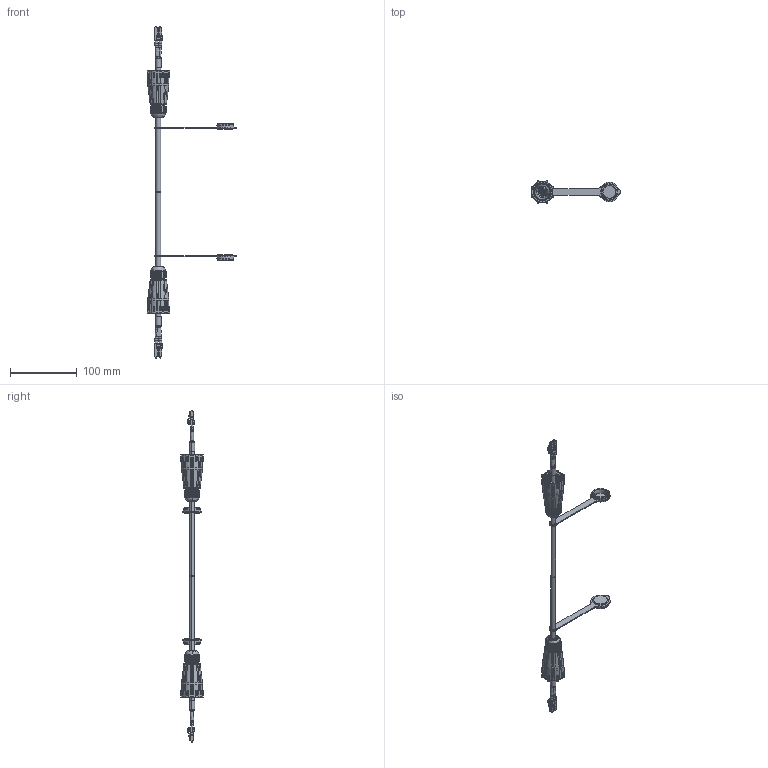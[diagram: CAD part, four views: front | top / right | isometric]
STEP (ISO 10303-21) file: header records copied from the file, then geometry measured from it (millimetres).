
FILE_DESCRIPTION (( 'STEP AP214' ), '1' );
FILE_NAME ('FOCA2LCOM3MM_3D.STEP', '2021-05-24T16:40:57', ( '' ), ( '' ), 'SwSTEP 2.0', 'SolidWorks 2020', '' );
FILE_SCHEMA (( 'AUTOMOTIVE_DESIGN' ));
Length unit declared in the file: millimetre
Products named in the file (1): FOCA2LCOM3MM_3D
Bounding box: 134.31 x 33.66 x 495.52 mm (x, y, z)
Volume: 71683.8 mm3; surface area: 57064 mm2
Topology: 24 solids, 24 shells, 2728 faces, 7218 edges, 4670 vertices
Faces by surface type: plane 1512, cylinder 590, bspline 496, cone 98, sphere 20, torus 12
Entity records: 138449 total; most frequent: CARTESIAN_POINT 44983, ORIENTED_EDGE 14388, DIRECTION 11492, EDGE_CURVE 7194, VERTEX_POINT 4658, AXIS2_PLACEMENT_3D 3881, LINE 3730, VECTOR 3730
